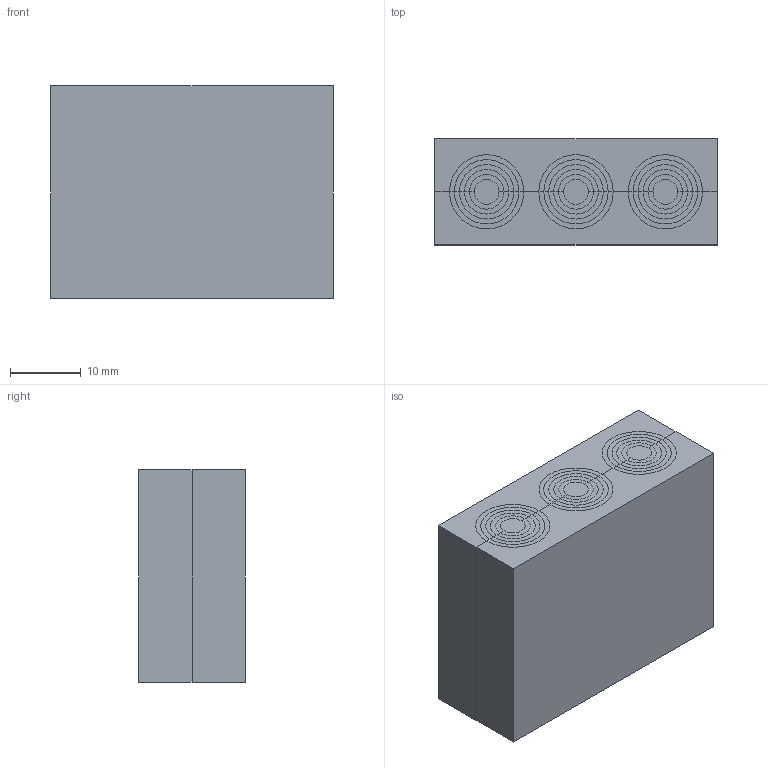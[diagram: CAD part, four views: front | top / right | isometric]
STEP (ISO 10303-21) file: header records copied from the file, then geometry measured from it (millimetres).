
FILE_DESCRIPTION(/* description */ (''),/* implementation_level */ '2;1');
FILE_NAME(/* name */ 'CM 15w40.stp',/* time_stamp */ '2024-10-01T14:48:01+02:00',/* author */ ('se-marfre'),/* organization */ (''),/* preprocessor_version */ 'ST-DEVELOPER v19.2',/* originating_system */ 'Autodesk Inventor 2023',/* authorisation */ '');
FILE_SCHEMA (('AUTOMOTIVE_DESIGN { 1 0 10303 214 3 1 1 }'));
Length unit declared in the file: millimetre
Products named in the file (1): CM 15w40
Bounding box: 40 x 15 x 30 mm (x, y, z)
Volume: 18000 mm3; surface area: 4500 mm2
Topology: 1 solids, 1 shells, 76 faces, 158 edges, 84 vertices
Faces by surface type: plane 76
Entity records: 2108 total; most frequent: DIRECTION 384, CARTESIAN_POINT 319, ORIENTED_EDGE 316, EDGE_CURVE 158, AXIS2_PLACEMENT_3D 149, LINE 86, VECTOR 86, VERTEX_POINT 84
